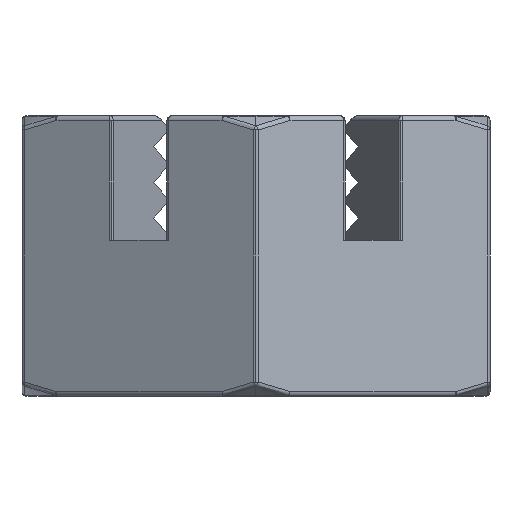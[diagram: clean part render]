
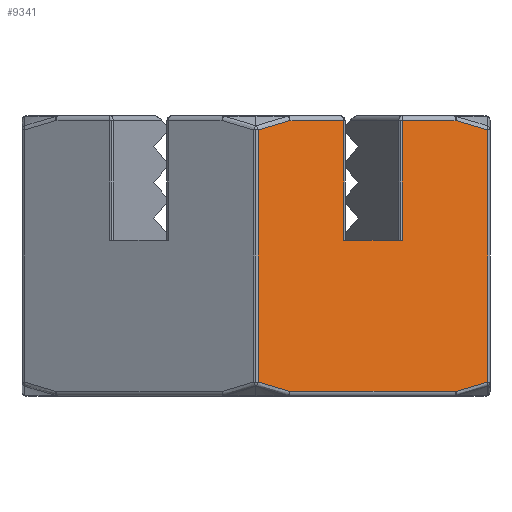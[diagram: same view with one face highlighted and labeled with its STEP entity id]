
A CAD part, left-side view. The second image highlights one B-rep face of the part: STEP entity #9341.
In plain terms, the highlighted planar face has unit normal (-0.866, -0.5, 0).
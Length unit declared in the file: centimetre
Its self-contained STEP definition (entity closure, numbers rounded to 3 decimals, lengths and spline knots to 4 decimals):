
#139 = VERTEX_POINT ( 'NONE', #9051 ) ;
#342 = VERTEX_POINT ( 'NONE', #2727 ) ;
#357 = ORIENTED_EDGE ( 'NONE', *, *, #7695, .T. ) ;
#481 = ORIENTED_EDGE ( 'NONE', *, *, #6954, .T. ) ;
#525 = VERTEX_POINT ( 'NONE', #3772 ) ;
#583 = LINE ( 'NONE', #6157, #8307 ) ;
#759 = B_SPLINE_CURVE_WITH_KNOTS ( 'NONE', 3,
 ( #3939, #4847, #5508, #5658 ),
 .UNSPECIFIED., .F., .F.,
 ( 4, 4 ),
 ( 0., 0.0038 ),
 .UNSPECIFIED. ) ;
#802 = LINE ( 'NONE', #9927, #2258 ) ;
#880 = CARTESIAN_POINT ( 'NONE',  ( -1.8908, -1.4876, 1.5875 ) ) ;
#886 = ORIENTED_EDGE ( 'NONE', *, *, #1803, .F. ) ;
#992 = CARTESIAN_POINT ( 'NONE',  ( -1.3895, -2.3558, 0.1458 ) ) ;
#1285 = CARTESIAN_POINT ( 'NONE',  ( -1.5745, -2.0355, 2.8067 ) ) ;
#1345 = CARTESIAN_POINT ( 'NONE',  ( -2.735, -0.0254, 2.7117 ) ) ;
#1383 = EDGE_CURVE ( 'NONE', #525, #4472, #759, .T. ) ;
#1413 = LINE ( 'NONE', #4604, #6847 ) ;
#1475 = CARTESIAN_POINT ( 'NONE',  ( -2.55, -0.3458, 0.0508 ) ) ;
#1561 = CARTESIAN_POINT ( 'NONE',  ( -2.735, -0.0254, 0.1458 ) ) ;
#1607 = CARTESIAN_POINT ( 'NONE',  ( -2.7496, 0., 2.8575 ) ) ;
#1671 = CARTESIAN_POINT ( 'NONE',  ( -2.55, -0.3458, 2.8067 ) ) ;
#1803 = EDGE_CURVE ( 'NONE', #3828, #8446, #9689, .T. ) ;
#1898 = CARTESIAN_POINT ( 'NONE',  ( -1.4507, -2.2499, 0.1105 ) ) ;
#1913 = VERTEX_POINT ( 'NONE', #1345 ) ;
#2117 = CARTESIAN_POINT ( 'NONE',  ( -1.5745, -2.0355, 0.0508 ) ) ;
#2189 = CARTESIAN_POINT ( 'NONE',  ( -2.2337, -0.8937, 1.5875 ) ) ;
#2197 = CARTESIAN_POINT ( 'NONE',  ( -2.6122, -0.2381, 0.0785 ) ) ;
#2258 = VECTOR ( 'NONE', #6267, 100. ) ;
#2341 = B_SPLINE_CURVE_WITH_KNOTS ( 'NONE', 3,
 ( #1561, #8589, #2197, #1475 ),
 .UNSPECIFIED., .F., .F.,
 ( 4, 4 ),
 ( 0., 0.0038 ),
 .UNSPECIFIED. ) ;
#2444 = VERTEX_POINT ( 'NONE', #6036 ) ;
#2514 = FACE_OUTER_BOUND ( 'NONE', #4498, .T. ) ;
#2713 = CARTESIAN_POINT ( 'NONE',  ( -1.5123, -2.1431, 0.0785 ) ) ;
#2727 = CARTESIAN_POINT ( 'NONE',  ( -2.2337, -0.8937, 2.8067 ) ) ;
#2926 = CARTESIAN_POINT ( 'NONE',  ( -1.9035, -1.4656, 2.8067 ) ) ;
#3157 = LINE ( 'NONE', #2926, #7933 ) ;
#3290 = PLANE ( 'NONE',  #4590 ) ;
#3347 = CARTESIAN_POINT ( 'NONE',  ( -2.6738, -0.1314, 2.747 ) ) ;
#3471 = LINE ( 'NONE', #8751, #5373 ) ;
#3488 = EDGE_CURVE ( 'NONE', #4472, #2444, #3157, .T. ) ;
#3772 = CARTESIAN_POINT ( 'NONE',  ( -1.3895, -2.3558, 2.7117 ) ) ;
#3828 = VERTEX_POINT ( 'NONE', #2189 ) ;
#3830 = DIRECTION ( 'NONE',  ( 0.5, -0.866, 0. ) ) ;
#3856 = ORIENTED_EDGE ( 'NONE', *, *, #6945, .T. ) ;
#3939 = CARTESIAN_POINT ( 'NONE',  ( -1.3895, -2.3558, 2.7117 ) ) ;
#3965 = VERTEX_POINT ( 'NONE', #992 ) ;
#4016 = ORIENTED_EDGE ( 'NONE', *, *, #8590, .T. ) ;
#4194 = DIRECTION ( 'NONE',  ( 0., 0., 1. ) ) ;
#4283 = DIRECTION ( 'NONE',  ( -0.5, 0.866, 0. ) ) ;
#4352 = CARTESIAN_POINT ( 'NONE',  ( -1.8908, -1.4876, 2.8575 ) ) ;
#4472 = VERTEX_POINT ( 'NONE', #1285 ) ;
#4498 = EDGE_LOOP ( 'NONE', ( #6752, #4738, #886, #5109, #4016, #5402, #8532, #3856, #481, #5267, #357, #5620 ) ) ;
#4562 = VECTOR ( 'NONE', #5934, 100. ) ;
#4590 = AXIS2_PLACEMENT_3D ( 'NONE', #1607, #9442, #6360 ) ;
#4604 = CARTESIAN_POINT ( 'NONE',  ( -2.7496, 0., 0.0508 ) ) ;
#4738 = ORIENTED_EDGE ( 'NONE', *, *, #6421, .T. ) ;
#4802 = CARTESIAN_POINT ( 'NONE',  ( -2.6122, -0.2381, 2.779 ) ) ;
#4847 = CARTESIAN_POINT ( 'NONE',  ( -1.4507, -2.2499, 2.747 ) ) ;
#5035 = CARTESIAN_POINT ( 'NONE',  ( -1.3895, -2.3558, 0.1458 ) ) ;
#5096 = LINE ( 'NONE', #8126, #9592 ) ;
#5109 = ORIENTED_EDGE ( 'NONE', *, *, #6894, .T. ) ;
#5127 = DIRECTION ( 'NONE',  ( -0.5, 0.866, 0. ) ) ;
#5267 = ORIENTED_EDGE ( 'NONE', *, *, #9502, .T. ) ;
#5341 = VERTEX_POINT ( 'NONE', #2117 ) ;
#5373 = VECTOR ( 'NONE', #4194, 100. ) ;
#5402 = ORIENTED_EDGE ( 'NONE', *, *, #8018, .T. ) ;
#5436 = CARTESIAN_POINT ( 'NONE',  ( -2.55, -0.3458, 2.8067 ) ) ;
#5508 = CARTESIAN_POINT ( 'NONE',  ( -1.5123, -2.1431, 2.779 ) ) ;
#5620 = ORIENTED_EDGE ( 'NONE', *, *, #1383, .T. ) ;
#5658 = CARTESIAN_POINT ( 'NONE',  ( -1.5745, -2.0355, 2.8067 ) ) ;
#5934 = DIRECTION ( 'NONE',  ( 0., 0., -1. ) ) ;
#6036 = CARTESIAN_POINT ( 'NONE',  ( -1.8908, -1.4876, 2.8067 ) ) ;
#6157 = CARTESIAN_POINT ( 'NONE',  ( -2.735, -0.0254, 2.8575 ) ) ;
#6267 = DIRECTION ( 'NONE',  ( 0., 0., 1. ) ) ;
#6360 = DIRECTION ( 'NONE',  ( 0., 0., -1. ) ) ;
#6421 = EDGE_CURVE ( 'NONE', #2444, #8446, #8202, .T. ) ;
#6523 = CARTESIAN_POINT ( 'NONE',  ( -2.735, -0.0254, 2.7117 ) ) ;
#6752 = ORIENTED_EDGE ( 'NONE', *, *, #3488, .T. ) ;
#6847 = VECTOR ( 'NONE', #3830, 100. ) ;
#6873 = DIRECTION ( 'NONE',  ( 0., 0., -1. ) ) ;
#6894 = EDGE_CURVE ( 'NONE', #3828, #342, #802, .T. ) ;
#6945 = EDGE_CURVE ( 'NONE', #139, #9626, #2341, .T. ) ;
#6954 = EDGE_CURVE ( 'NONE', #9626, #5341, #1413, .T. ) ;
#7247 = DIRECTION ( 'NONE',  ( 0.5, -0.866, 0. ) ) ;
#7402 = CARTESIAN_POINT ( 'NONE',  ( -1.5745, -2.0355, 0.0508 ) ) ;
#7603 = CARTESIAN_POINT ( 'NONE',  ( -2.55, -0.3458, 0.0508 ) ) ;
#7695 = EDGE_CURVE ( 'NONE', #3965, #525, #3471, .T. ) ;
#7933 = VECTOR ( 'NONE', #5127, 100. ) ;
#8018 = EDGE_CURVE ( 'NONE', #9709, #1913, #10073, .T. ) ;
#8065 = CARTESIAN_POINT ( 'NONE',  ( -2.7496, 0., 1.5875 ) ) ;
#8126 = CARTESIAN_POINT ( 'NONE',  ( -2.4842, -0.4597, 2.8067 ) ) ;
#8202 = LINE ( 'NONE', #4352, #4562 ) ;
#8307 = VECTOR ( 'NONE', #6873, 100. ) ;
#8446 = VERTEX_POINT ( 'NONE', #880 ) ;
#8532 = ORIENTED_EDGE ( 'NONE', *, *, #9193, .T. ) ;
#8589 = CARTESIAN_POINT ( 'NONE',  ( -2.6738, -0.1314, 0.1105 ) ) ;
#8590 = EDGE_CURVE ( 'NONE', #342, #9709, #5096, .T. ) ;
#8596 = VECTOR ( 'NONE', #7247, 100. ) ;
#8751 = CARTESIAN_POINT ( 'NONE',  ( -1.3895, -2.3558, 2.8575 ) ) ;
#9051 = CARTESIAN_POINT ( 'NONE',  ( -2.735, -0.0254, 0.1458 ) ) ;
#9193 = EDGE_CURVE ( 'NONE', #1913, #139, #583, .T. ) ;
#9341 = ADVANCED_FACE ( 'NONE', ( #2514 ), #3290, .F. ) ;
#9442 = DIRECTION ( 'NONE',  ( 0.866, 0.5, 0. ) ) ;
#9502 = EDGE_CURVE ( 'NONE', #5341, #3965, #9557, .T. ) ;
#9557 = B_SPLINE_CURVE_WITH_KNOTS ( 'NONE', 3,
 ( #7402, #2713, #1898, #5035 ),
 .UNSPECIFIED., .F., .F.,
 ( 4, 4 ),
 ( 0., 0.0038 ),
 .UNSPECIFIED. ) ;
#9592 = VECTOR ( 'NONE', #4283, 100. ) ;
#9626 = VERTEX_POINT ( 'NONE', #7603 ) ;
#9689 = LINE ( 'NONE', #8065, #8596 ) ;
#9709 = VERTEX_POINT ( 'NONE', #5436 ) ;
#9927 = CARTESIAN_POINT ( 'NONE',  ( -2.2337, -0.8937, 2.8575 ) ) ;
#10073 = B_SPLINE_CURVE_WITH_KNOTS ( 'NONE', 3,
 ( #1671, #4802, #3347, #6523 ),
 .UNSPECIFIED., .F., .F.,
 ( 4, 4 ),
 ( 0., 0.0038 ),
 .UNSPECIFIED. ) ;
